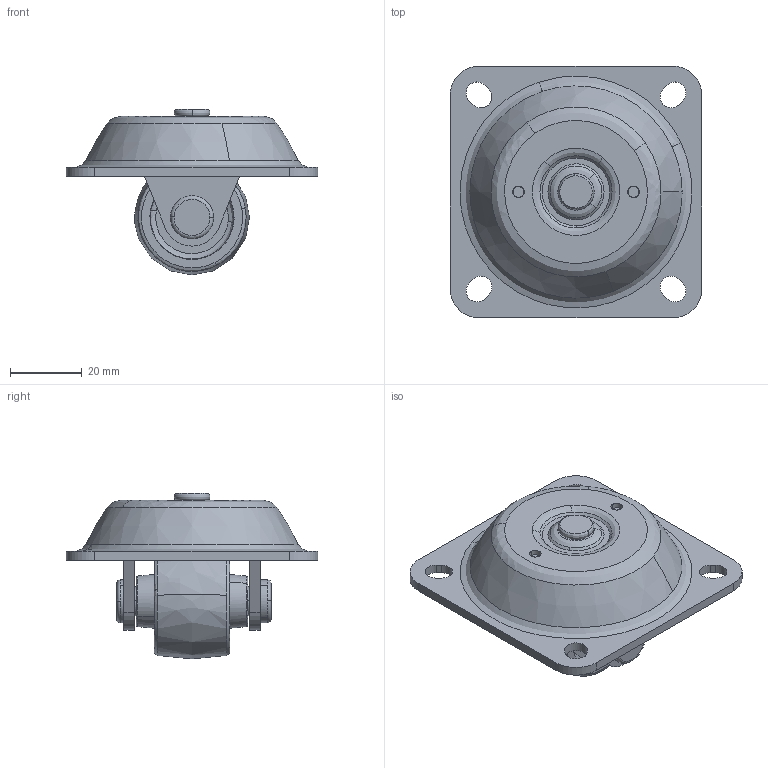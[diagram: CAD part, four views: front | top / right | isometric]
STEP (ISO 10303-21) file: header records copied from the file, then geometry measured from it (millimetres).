
FILE_DESCRIPTION((''),'2;1');
FILE_NAME('','2005-12-16T11:05:40',(''),(''),'','CADfix','');
FILE_SCHEMA(('AUTOMOTIVE_DESIGN'));
Length unit declared in the file: millimetre
Products named in the file (6): wheel; mounting plate; main shaft; body; axle; 420_OTPR_00N32_10385_36
Assembly tree (5 placements, depth 2):
  420_OTPR_00N32_10385_36
    wheel
    mounting plate
    main shaft
    body
    axle
Bounding box: 70 x 70 x 46.1 mm (x, y, z)
Volume: 41241.7 mm3; surface area: 25988.2 mm2
Topology: 5 solids, 5 shells, 193 faces, 614 edges, 447 vertices
Faces by surface type: bspline 193
Entity records: 8940 total; most frequent: CARTESIAN_POINT 5596, ORIENTED_EDGE 1224, EDGE_CURVE 612, VERTEX_POINT 447, EDGE_LOOP 233, FACE_OUTER_BOUND 193, ADVANCED_FACE 193, QUASI_UNIFORM_CURVE 150
